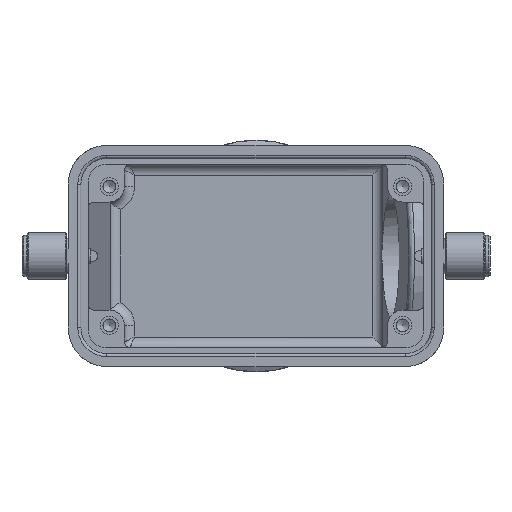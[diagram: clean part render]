
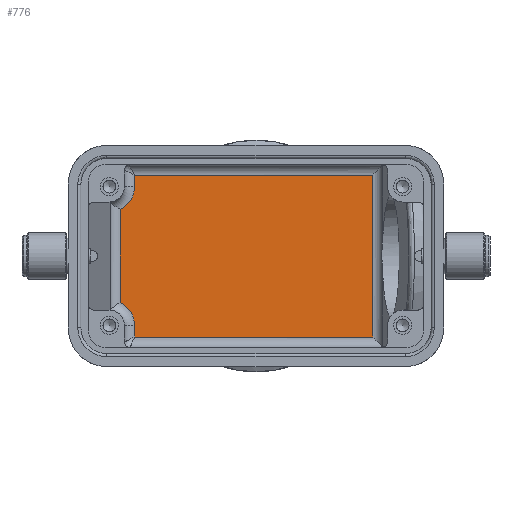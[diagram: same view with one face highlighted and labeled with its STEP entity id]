
A CAD part, front view. The second image highlights one B-rep face of the part: STEP entity #776.
In plain terms, the highlighted planar face has unit normal (0, -1, 0).
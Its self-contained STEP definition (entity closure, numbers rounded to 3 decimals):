
#776=ADVANCED_FACE('',(#1391),#1184,.F.);
#1184=PLANE('',#7239);
#1391=FACE_OUTER_BOUND('',#1742,.T.);
#1742=EDGE_LOOP('',(#2663,#2664,#2665,#2666,#2667,#2668,#2669,#2670));
#2264=CIRCLE('',#7237,5.);
#2265=CIRCLE('',#7238,5.);
#2663=ORIENTED_EDGE('',*,*,#5323,.F.);
#2664=ORIENTED_EDGE('',*,*,#5322,.F.);
#2665=ORIENTED_EDGE('',*,*,#5324,.F.);
#2666=ORIENTED_EDGE('',*,*,#5325,.F.);
#2667=ORIENTED_EDGE('',*,*,#5326,.F.);
#2668=ORIENTED_EDGE('',*,*,#5310,.F.);
#2669=ORIENTED_EDGE('',*,*,#5327,.F.);
#2670=ORIENTED_EDGE('',*,*,#5328,.F.);
#4624=VERTEX_POINT('',#10141);
#4625=VERTEX_POINT('',#10206);
#4632=VERTEX_POINT('',#10243);
#4633=VERTEX_POINT('',#10325);
#4634=VERTEX_POINT('',#10329);
#4635=VERTEX_POINT('',#10331);
#4636=VERTEX_POINT('',#10333);
#4637=VERTEX_POINT('',#10336);
#5310=EDGE_CURVE('',#4624,#4625,#6225,.T.);
#5322=EDGE_CURVE('',#4633,#4632,#6231,.T.);
#5323=EDGE_CURVE('',#4632,#4634,#6232,.T.);
#5324=EDGE_CURVE('',#4635,#4633,#2264,.T.);
#5325=EDGE_CURVE('',#4636,#4635,#6233,.T.);
#5326=EDGE_CURVE('',#4625,#4636,#2265,.T.);
#5327=EDGE_CURVE('',#4637,#4624,#6234,.T.);
#5328=EDGE_CURVE('',#4634,#4637,#6235,.T.);
#6225=LINE('',#10205,#6723);
#6231=LINE('',#10326,#6729);
#6232=LINE('',#10328,#6730);
#6233=LINE('',#10332,#6731);
#6234=LINE('',#10335,#6732);
#6235=LINE('',#10337,#6733);
#6723=VECTOR('',#7959,1.);
#6729=VECTOR('',#7977,1.);
#6730=VECTOR('',#7980,1.);
#6731=VECTOR('',#7983,1.);
#6732=VECTOR('',#7986,1.);
#6733=VECTOR('',#7987,1.);
#7237=AXIS2_PLACEMENT_3D('',#10330,#7981,#7982);
#7238=AXIS2_PLACEMENT_3D('',#10334,#7984,#7985);
#7239=AXIS2_PLACEMENT_3D('',#10338,#7988,#7989);
#7959=DIRECTION('',(0.,0.,1.));
#7977=DIRECTION('',(0.,0.,1.));
#7980=DIRECTION('',(1.,0.,0.));
#7981=DIRECTION('',(0.,-1.,0.));
#7982=DIRECTION('',(-1.,0.,0.));
#7983=DIRECTION('',(0.,0.,1.));
#7984=DIRECTION('',(0.,-1.,0.));
#7985=DIRECTION('',(-1.,0.,0.));
#7986=DIRECTION('',(-1.,0.,0.));
#7987=DIRECTION('',(0.,0.,-1.));
#7988=DIRECTION('',(0.,1.,0.));
#7989=DIRECTION('',(1.,0.,0.));
#10141=CARTESIAN_POINT('',(-12.379,-5.898,-15.75));
#10205=CARTESIAN_POINT('',(-12.379,-5.898,-15.45));
#10206=CARTESIAN_POINT('',(-12.379,-5.898,-13.5));
#10243=CARTESIAN_POINT('',(-12.379,-5.898,15.75));
#10325=CARTESIAN_POINT('',(-12.379,-5.898,13.5));
#10326=CARTESIAN_POINT('',(-12.379,-5.898,13.5));
#10328=CARTESIAN_POINT('',(-12.279,-5.898,15.75));
#10329=CARTESIAN_POINT('',(33.906,-5.898,15.75));
#10330=CARTESIAN_POINT('',(-17.379,-5.898,13.5));
#10331=CARTESIAN_POINT('',(-15.184,-5.898,9.008));
#10332=CARTESIAN_POINT('',(-15.184,-5.898,-8.96));
#10333=CARTESIAN_POINT('',(-15.184,-5.898,-9.008));
#10334=CARTESIAN_POINT('',(-17.379,-5.898,-13.5));
#10335=CARTESIAN_POINT('',(33.906,-5.898,-15.75));
#10336=CARTESIAN_POINT('',(33.906,-5.898,-15.75));
#10337=CARTESIAN_POINT('',(33.906,-5.898,15.45));
#10338=CARTESIAN_POINT('',(-19.957,-5.898,17.65));
